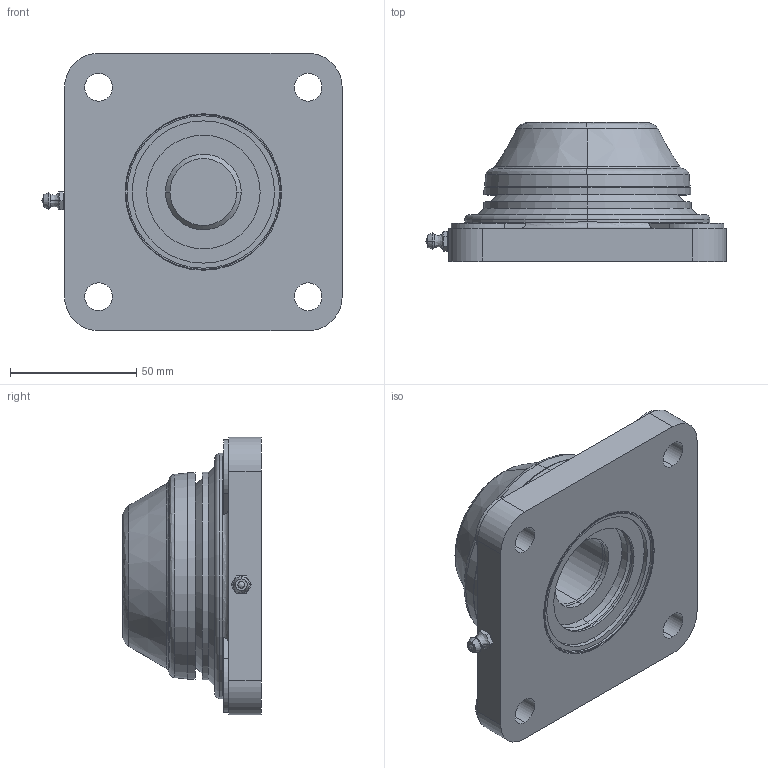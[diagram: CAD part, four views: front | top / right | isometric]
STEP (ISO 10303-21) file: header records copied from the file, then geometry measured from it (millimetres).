
FILE_DESCRIPTION (( 'STEP AP214' ), '1' );
FILE_NAME ('Rexnord-UCFN 206 C- 632223.STEP', '2023-07-13T09:45:44', ( '' ), ( '' ), 'SwSTEP 2.0', 'SolidWorks 2022', '' );
FILE_SCHEMA (( 'AUTOMOTIVE_DESIGN' ));
Length unit declared in the file: millimetre
Products named in the file (5): Rexnord-UCFN 206 C- 632223; Rexnord-UCFN 206 C- 632223_HUB; Rexnord-UCFN 206 C- 632223_BEARING; Rexnord-UCFN 206 C- 632223_CAP_30 CLOSE; Rexnord-UCFN 206 C- 632223_NIPPLE
Assembly tree (4 placements, depth 2):
  Rexnord-UCFN 206 C- 632223
    Rexnord-UCFN 206 C- 632223_HUB
    Rexnord-UCFN 206 C- 632223_BEARING
    Rexnord-UCFN 206 C- 632223_CAP_30 CLOSE
    Rexnord-UCFN 206 C- 632223_NIPPLE
Bounding box: 119 x 55 x 110 mm (x, y, z)
Volume: 234538 mm3; surface area: 73593.4 mm2
Topology: 4 solids, 5 shells, 219 faces, 525 edges, 338 vertices
Faces by surface type: plane 71, cylinder 69, cone 46, bspline 17, torus 16
Entity records: 8387 total; most frequent: CARTESIAN_POINT 1944, DIRECTION 1153, ORIENTED_EDGE 1050, EDGE_CURVE 525, AXIS2_PLACEMENT_3D 479, VERTEX_POINT 338, CIRCLE 270, EDGE_LOOP 255
